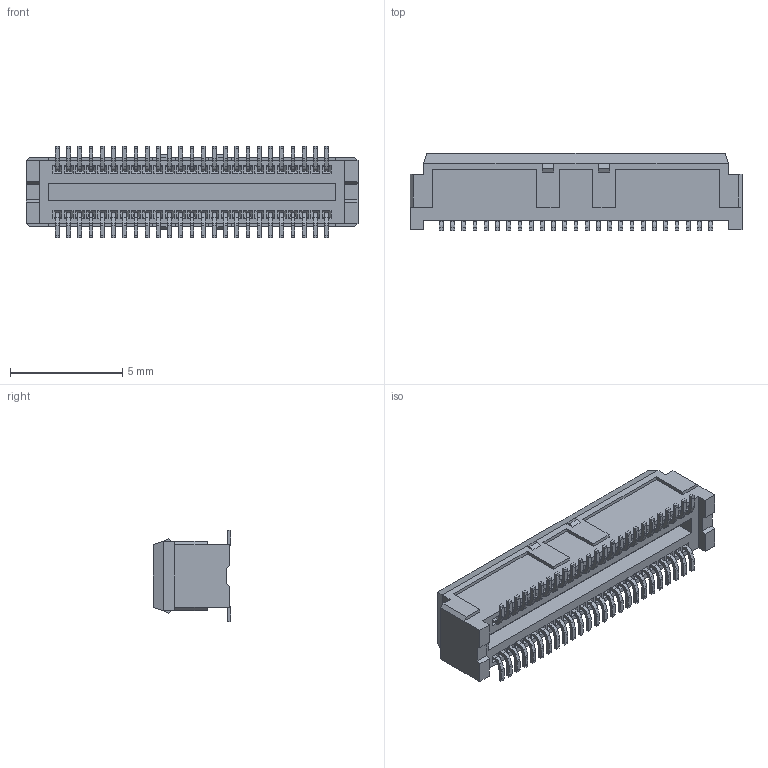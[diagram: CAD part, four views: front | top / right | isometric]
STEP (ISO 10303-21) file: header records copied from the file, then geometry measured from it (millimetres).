
FILE_DESCRIPTION( ( 'STEP AP214' ), '1' );
FILE_NAME( 'psolqas09380319521.stp', '2019-07-15T07:38:03', ( '' ), ( '' ), ' ', 'PARTsolutions', ' ' );
FILE_SCHEMA( ( 'AUTOMOTIVE_DESIGN { 1 0 10303 214 1 1 1 1 }' ) );
Length unit declared in the file: metre
Products named in the file (1): 1
Bounding box: 14.8 x 3.47 x 4.1 mm (x, y, z)
Volume: 75.9 mm3; surface area: 404.3 mm2
Topology: 1 solids, 1 shells, 1588 faces, 4582 edges, 2848 vertices
Faces by surface type: plane 1284, cylinder 304
Entity records: 51229 total; most frequent: ORIENTED_EDGE 9164, CARTESIAN_POINT 9055, DIRECTION 8356, EDGE_CURVE 4582, LINE 3978, VECTOR 3978, VERTEX_POINT 2848, AXIS2_PLACEMENT_3D 2189
